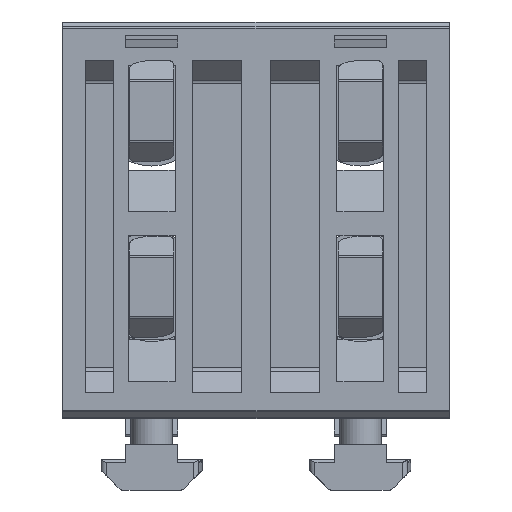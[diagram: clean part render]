
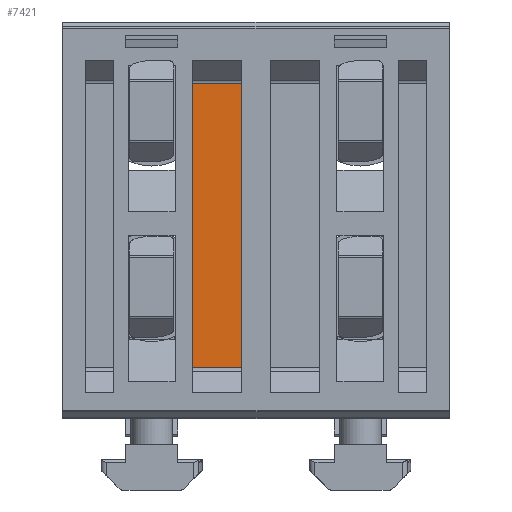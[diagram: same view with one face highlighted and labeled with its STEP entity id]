
A CAD part, front view. The second image highlights one B-rep face of the part: STEP entity #7421.
In plain terms, the highlighted planar face has unit normal (0, -1, 0).
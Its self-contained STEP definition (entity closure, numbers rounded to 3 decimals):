
#5081 = PLANE('',#5082);
#5082 = AXIS2_PLACEMENT_3D('',#5083,#5084,#5085);
#5083 = CARTESIAN_POINT('',(64.175,3.,12.25));
#5084 = DIRECTION('',(0.,0.,1.));
#5085 = DIRECTION('',(1.,0.,-0.));
#5135 = PLANE('',#5136);
#5136 = AXIS2_PLACEMENT_3D('',#5137,#5138,#5139);
#5137 = CARTESIAN_POINT('',(64.175,3.,2.75));
#5138 = DIRECTION('',(0.,0.,1.));
#5139 = DIRECTION('',(1.,0.,-0.));
#7115 = VERTEX_POINT('',#7116);
#7116 = CARTESIAN_POINT('',(9.737,4.,12.25));
#7131 = CYLINDRICAL_SURFACE('',#7132,1.);
#7132 = AXIS2_PLACEMENT_3D('',#7133,#7134,#7135);
#7133 = CARTESIAN_POINT('',(9.737,3.,12.25));
#7134 = DIRECTION('',(0.,0.,-1.));
#7135 = DIRECTION('',(-1.,0.,0.));
#7143 = EDGE_CURVE('',#7144,#7115,#7146,.T.);
#7144 = VERTEX_POINT('',#7145);
#7145 = CARTESIAN_POINT('',(64.175,4.,12.25));
#7146 = SURFACE_CURVE('',#7147,(#7151,#7158),.PCURVE_S1.);
#7147 = LINE('',#7148,#7149);
#7148 = CARTESIAN_POINT('',(64.175,4.,12.25));
#7149 = VECTOR('',#7150,1.);
#7150 = DIRECTION('',(-1.,0.,0.));
#7151 = PCURVE('',#5081,#7152);
#7152 = DEFINITIONAL_REPRESENTATION('',(#7153),#7157);
#7153 = LINE('',#7154,#7155);
#7154 = CARTESIAN_POINT('',(0.,1.));
#7155 = VECTOR('',#7156,1.);
#7156 = DIRECTION('',(-1.,0.));
#7157 = ( GEOMETRIC_REPRESENTATION_CONTEXT(2) 
PARAMETRIC_REPRESENTATION_CONTEXT() REPRESENTATION_CONTEXT('2D SPACE',''
  ) );
#7158 = PCURVE('',#7159,#7164);
#7159 = PLANE('',#7160);
#7160 = AXIS2_PLACEMENT_3D('',#7161,#7162,#7163);
#7161 = CARTESIAN_POINT('',(64.175,4.,12.25));
#7162 = DIRECTION('',(0.,-1.,0.));
#7163 = DIRECTION('',(0.,0.,-1.));
#7164 = DEFINITIONAL_REPRESENTATION('',(#7165),#7169);
#7165 = LINE('',#7166,#7167);
#7166 = CARTESIAN_POINT('',(0.,0.));
#7167 = VECTOR('',#7168,1.);
#7168 = DIRECTION('',(0.,-1.));
#7169 = ( GEOMETRIC_REPRESENTATION_CONTEXT(2) 
PARAMETRIC_REPRESENTATION_CONTEXT() REPRESENTATION_CONTEXT('2D SPACE',''
  ) );
#7188 = CYLINDRICAL_SURFACE('',#7189,1.);
#7189 = AXIS2_PLACEMENT_3D('',#7190,#7191,#7192);
#7190 = CARTESIAN_POINT('',(64.175,3.,12.25));
#7191 = DIRECTION('',(0.,0.,-1.));
#7192 = DIRECTION('',(-1.,0.,0.));
#7250 = VERTEX_POINT('',#7251);
#7251 = CARTESIAN_POINT('',(64.175,4.,2.75));
#7273 = EDGE_CURVE('',#7250,#7274,#7276,.T.);
#7274 = VERTEX_POINT('',#7275);
#7275 = CARTESIAN_POINT('',(9.737,4.,2.75));
#7276 = SURFACE_CURVE('',#7277,(#7281,#7288),.PCURVE_S1.);
#7277 = LINE('',#7278,#7279);
#7278 = CARTESIAN_POINT('',(64.175,4.,2.75));
#7279 = VECTOR('',#7280,1.);
#7280 = DIRECTION('',(-1.,0.,0.));
#7281 = PCURVE('',#5135,#7282);
#7282 = DEFINITIONAL_REPRESENTATION('',(#7283),#7287);
#7283 = LINE('',#7284,#7285);
#7284 = CARTESIAN_POINT('',(0.,1.));
#7285 = VECTOR('',#7286,1.);
#7286 = DIRECTION('',(-1.,0.));
#7287 = ( GEOMETRIC_REPRESENTATION_CONTEXT(2) 
PARAMETRIC_REPRESENTATION_CONTEXT() REPRESENTATION_CONTEXT('2D SPACE',''
  ) );
#7288 = PCURVE('',#7159,#7289);
#7289 = DEFINITIONAL_REPRESENTATION('',(#7290),#7294);
#7290 = LINE('',#7291,#7292);
#7291 = CARTESIAN_POINT('',(9.5,0.));
#7292 = VECTOR('',#7293,1.);
#7293 = DIRECTION('',(0.,-1.));
#7294 = ( GEOMETRIC_REPRESENTATION_CONTEXT(2) 
PARAMETRIC_REPRESENTATION_CONTEXT() REPRESENTATION_CONTEXT('2D SPACE',''
  ) );
#7398 = EDGE_CURVE('',#7144,#7250,#7399,.T.);
#7399 = SURFACE_CURVE('',#7400,(#7404,#7411),.PCURVE_S1.);
#7400 = LINE('',#7401,#7402);
#7401 = CARTESIAN_POINT('',(64.175,4.,12.25));
#7402 = VECTOR('',#7403,1.);
#7403 = DIRECTION('',(0.,0.,-1.));
#7404 = PCURVE('',#7188,#7405);
#7405 = DEFINITIONAL_REPRESENTATION('',(#7406),#7410);
#7406 = LINE('',#7407,#7408);
#7407 = CARTESIAN_POINT('',(1.571,0.));
#7408 = VECTOR('',#7409,1.);
#7409 = DIRECTION('',(0.,1.));
#7410 = ( GEOMETRIC_REPRESENTATION_CONTEXT(2) 
PARAMETRIC_REPRESENTATION_CONTEXT() REPRESENTATION_CONTEXT('2D SPACE',''
  ) );
#7411 = PCURVE('',#7159,#7412);
#7412 = DEFINITIONAL_REPRESENTATION('',(#7413),#7417);
#7413 = LINE('',#7414,#7415);
#7414 = CARTESIAN_POINT('',(0.,0.));
#7415 = VECTOR('',#7416,1.);
#7416 = DIRECTION('',(1.,0.));
#7417 = ( GEOMETRIC_REPRESENTATION_CONTEXT(2) 
PARAMETRIC_REPRESENTATION_CONTEXT() REPRESENTATION_CONTEXT('2D SPACE',''
  ) );
#7421 = ADVANCED_FACE('',(#7422),#7159,.T.);
#7422 = FACE_BOUND('',#7423,.T.);
#7423 = EDGE_LOOP('',(#7424,#7425,#7426,#7427));
#7424 = ORIENTED_EDGE('',*,*,#7273,.F.);
#7425 = ORIENTED_EDGE('',*,*,#7398,.F.);
#7426 = ORIENTED_EDGE('',*,*,#7143,.T.);
#7427 = ORIENTED_EDGE('',*,*,#7428,.T.);
#7428 = EDGE_CURVE('',#7115,#7274,#7429,.T.);
#7429 = SURFACE_CURVE('',#7430,(#7434,#7441),.PCURVE_S1.);
#7430 = LINE('',#7431,#7432);
#7431 = CARTESIAN_POINT('',(9.737,4.,12.25));
#7432 = VECTOR('',#7433,1.);
#7433 = DIRECTION('',(0.,0.,-1.));
#7434 = PCURVE('',#7159,#7435);
#7435 = DEFINITIONAL_REPRESENTATION('',(#7436),#7440);
#7436 = LINE('',#7437,#7438);
#7437 = CARTESIAN_POINT('',(0.,-54.438));
#7438 = VECTOR('',#7439,1.);
#7439 = DIRECTION('',(1.,0.));
#7440 = ( GEOMETRIC_REPRESENTATION_CONTEXT(2) 
PARAMETRIC_REPRESENTATION_CONTEXT() REPRESENTATION_CONTEXT('2D SPACE',''
  ) );
#7441 = PCURVE('',#7131,#7442);
#7442 = DEFINITIONAL_REPRESENTATION('',(#7443),#7447);
#7443 = LINE('',#7444,#7445);
#7444 = CARTESIAN_POINT('',(1.571,0.));
#7445 = VECTOR('',#7446,1.);
#7446 = DIRECTION('',(0.,1.));
#7447 = ( GEOMETRIC_REPRESENTATION_CONTEXT(2) 
PARAMETRIC_REPRESENTATION_CONTEXT() REPRESENTATION_CONTEXT('2D SPACE',''
  ) );
